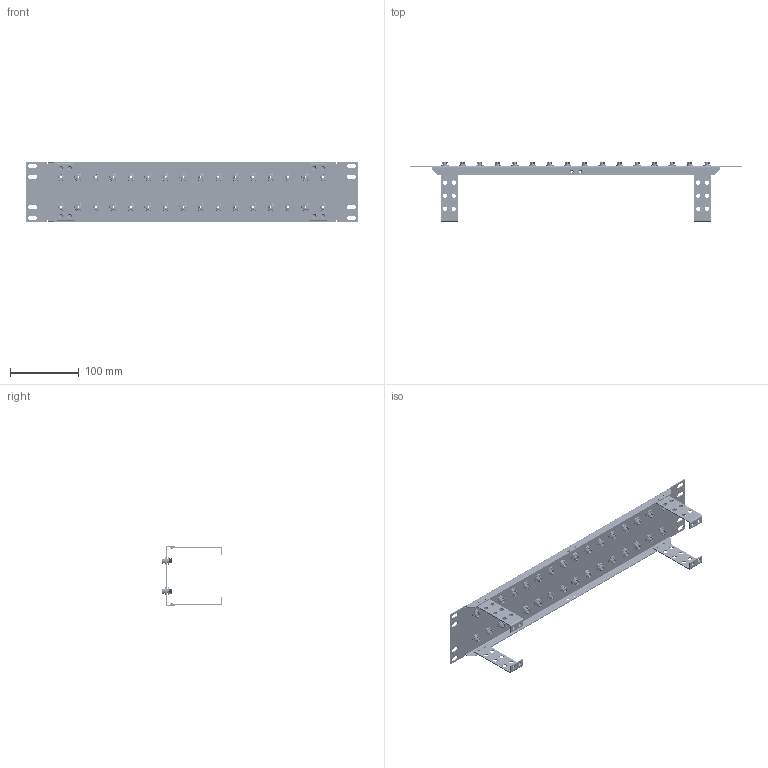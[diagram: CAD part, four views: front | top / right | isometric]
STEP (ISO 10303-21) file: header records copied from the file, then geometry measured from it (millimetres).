
FILE_DESCRIPTION (( 'STEP AP214' ), '1' );
FILE_NAME ('PR35FC32CMB-SM.STEP', '2017-05-26T15:15:44', ( 'x' ), ( '' ), 'SwSTEP 2.0', 'SolidWorks 2014', '' );
FILE_SCHEMA (( 'AUTOMOTIVE_DESIGN' ));
Length unit declared in the file: inch
Products named in the file (8): 3AA01-030_4-40 x .187 FLAT HEAD SCREW; PR-CMB-B175; FOA-033A; 3AA02-003; 3AA03-003; PR35ST32CMB-PROD; PR35FC32CMB-SM
Assembly tree (48 placements, depth 3):
  PR35FC32CMB-SM
    PR35ST32CMB-PROD
    FOA-033A  x32
      FOA-033A
      3AA03-003
      3AA02-003
    PR-CMB-B175  x4
    3AA01-030_4-40 x .187 FLAT HEAD SCREW  x8
Bounding box: 482.6 x 87 x 88.39 mm (x, y, z)
Volume: 102394.6 mm3; surface area: 168946.1 mm2
Topology: 109 solids, 109 shells, 14753 faces, 41950 edges, 27668 vertices
Faces by surface type: plane 9173, cylinder 3276, cone 1944, bspline 360
Entity records: 77528 total; most frequent: CARTESIAN_POINT 28108, ORIENTED_EDGE 8080, DIRECTION 5964, EDGE_CURVE 4040, VECTOR 2720, LINE 2720, VERTEX_POINT 2676, EDGE_LOOP 1688
